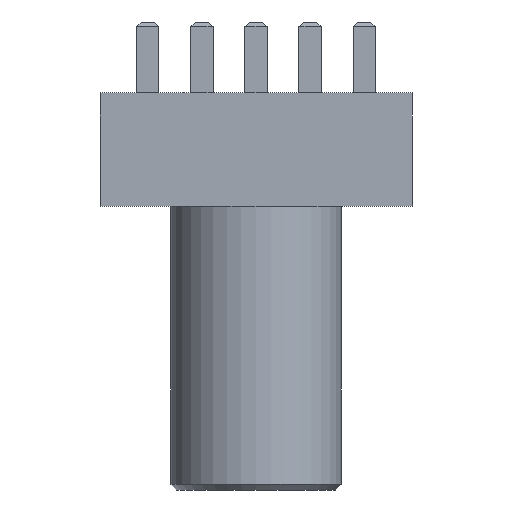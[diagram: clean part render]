
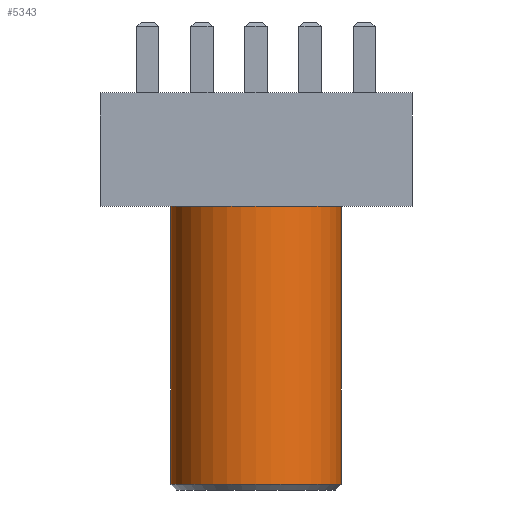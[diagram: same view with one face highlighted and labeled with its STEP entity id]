
A CAD part, front view. The second image highlights one B-rep face of the part: STEP entity #5343.
In plain terms, the highlighted cylindrical face has radius 6 mm (diameter 12 mm), a partial arc.
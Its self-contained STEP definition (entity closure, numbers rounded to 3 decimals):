
#377 = EDGE_CURVE ( 'NONE', #3737, #2899, #6066, .T. ) ;
#398 = EDGE_CURVE ( 'NONE', #2896, #3736, #6134, .T. ) ;
#493 = ORIENTED_EDGE ( 'NONE', *, *, #398, .F. ) ;
#494 = ORIENTED_EDGE ( 'NONE', *, *, #5412, .T. ) ;
#495 = ORIENTED_EDGE ( 'NONE', *, *, #377, .T. ) ;
#496 = ORIENTED_EDGE ( 'NONE', *, *, #5408, .T. ) ;
#699 = EDGE_LOOP ( 'NONE', ( #493, #494, #495, #496 ) ) ;
#834 = CARTESIAN_POINT ( 'NONE',  ( -6., 0., 0. ) ) ;
#838 = CARTESIAN_POINT ( 'NONE',  ( 6., 0., -19.6 ) ) ;
#2689 = VECTOR ( 'NONE', #6141, 1000. ) ;
#2896 = VERTEX_POINT ( 'NONE', #4627 ) ;
#2899 = VERTEX_POINT ( 'NONE', #4630 ) ;
#3736 = VERTEX_POINT ( 'NONE', #834 ) ;
#3737 = VERTEX_POINT ( 'NONE', #838 ) ;
#4031 = AXIS2_PLACEMENT_3D ( 'NONE', #5722, #5717, #5724 ) ;
#4100 = CIRCLE ( 'NONE', #4102, 6. ) ;
#4102 = AXIS2_PLACEMENT_3D ( 'NONE', #5973, #5974, #5975 ) ;
#4104 = CIRCLE ( 'NONE', #4106, 6. ) ;
#4106 = AXIS2_PLACEMENT_3D ( 'NONE', #5983, #5984, #5985 ) ;
#4152 = VECTOR ( 'NONE', #6079, 1000. ) ;
#4627 = CARTESIAN_POINT ( 'NONE',  ( -6., 0., -19.6 ) ) ;
#4630 = CARTESIAN_POINT ( 'NONE',  ( 6., 0., 0. ) ) ;
#5343 = ADVANCED_FACE ( 'NONE', ( #5721 ), #5723, .T. ) ;
#5408 = EDGE_CURVE ( 'NONE', #2899, #3736, #4100, .T. ) ;
#5412 = EDGE_CURVE ( 'NONE', #2896, #3737, #4104, .T. ) ;
#5717 = DIRECTION ( 'NONE',  ( 0., 0., 1. ) ) ;
#5721 = FACE_OUTER_BOUND ( 'NONE', #699, .T. ) ;
#5722 = CARTESIAN_POINT ( 'NONE',  ( 0., 0., -20. ) ) ;
#5723 = CYLINDRICAL_SURFACE ( 'NONE', #4031, 6. ) ;
#5724 = DIRECTION ( 'NONE',  ( 1., 0., 0. ) ) ;
#5973 = CARTESIAN_POINT ( 'NONE',  ( 0., 0., 0. ) ) ;
#5974 = DIRECTION ( 'NONE',  ( 0., 0., -1. ) ) ;
#5975 = DIRECTION ( 'NONE',  ( -1., 0., 0. ) ) ;
#5983 = CARTESIAN_POINT ( 'NONE',  ( 0., 0., -19.6 ) ) ;
#5984 = DIRECTION ( 'NONE',  ( 0., 0., 1. ) ) ;
#5985 = DIRECTION ( 'NONE',  ( -1., 0., 0. ) ) ;
#6066 = LINE ( 'NONE', #6077, #4152 ) ;
#6077 = CARTESIAN_POINT ( 'NONE',  ( 6., 0., -20. ) ) ;
#6079 = DIRECTION ( 'NONE',  ( 0., 0., 1. ) ) ;
#6129 = CARTESIAN_POINT ( 'NONE',  ( -6., 0., -20. ) ) ;
#6134 = LINE ( 'NONE', #6129, #2689 ) ;
#6141 = DIRECTION ( 'NONE',  ( 0., 0., 1. ) ) ;
